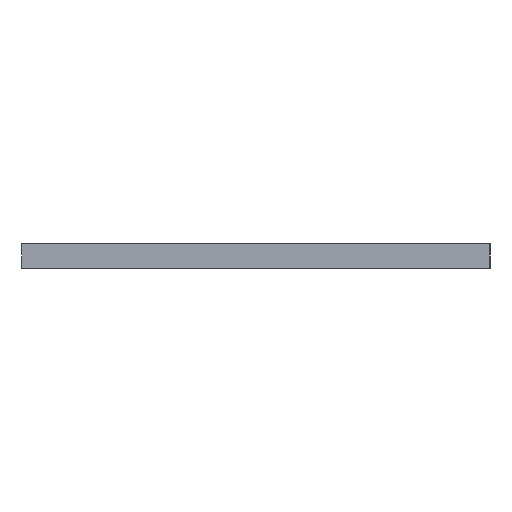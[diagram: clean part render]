
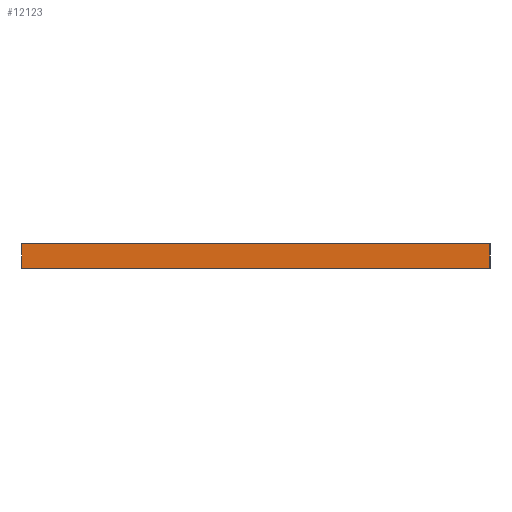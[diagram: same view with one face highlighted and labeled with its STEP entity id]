
A CAD part, left-side view. The second image highlights one B-rep face of the part: STEP entity #12123.
In plain terms, the highlighted planar face has unit normal (-1, 0, 0).
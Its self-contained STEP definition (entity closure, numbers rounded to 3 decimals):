
#126 = VERTEX_POINT ( 'NONE', #4236 ) ;
#197 = LINE ( 'NONE', #12041, #11869 ) ;
#470 = ORIENTED_EDGE ( 'NONE', *, *, #1642, .F. ) ;
#1377 = VERTEX_POINT ( 'NONE', #14567 ) ;
#1642 = EDGE_CURVE ( 'NONE', #3061, #14436, #8422, .T. ) ;
#2052 = ORIENTED_EDGE ( 'NONE', *, *, #2162, .F. ) ;
#2162 = EDGE_CURVE ( 'NONE', #126, #3061, #197, .T. ) ;
#2186 = AXIS2_PLACEMENT_3D ( 'NONE', #16903, #8475, #4170 ) ;
#2394 = DIRECTION ( 'NONE',  ( 0., 0., -1. ) ) ;
#3061 = VERTEX_POINT ( 'NONE', #15264 ) ;
#3630 = LINE ( 'NONE', #17038, #9360 ) ;
#4170 = DIRECTION ( 'NONE',  ( 0., 0., -1. ) ) ;
#4236 = CARTESIAN_POINT ( 'NONE',  ( 98.15, -87.817, 1.6 ) ) ;
#5012 = DIRECTION ( 'NONE',  ( 0., -1., 0. ) ) ;
#5527 = VECTOR ( 'NONE', #2394, 1000. ) ;
#5977 = CARTESIAN_POINT ( 'NONE',  ( 98.15, -117.817, 0. ) ) ;
#6823 = ORIENTED_EDGE ( 'NONE', *, *, #7202, .T. ) ;
#7202 = EDGE_CURVE ( 'NONE', #126, #1377, #3630, .T. ) ;
#8180 = FACE_OUTER_BOUND ( 'NONE', #9052, .T. ) ;
#8422 = LINE ( 'NONE', #13796, #5527 ) ;
#8475 = DIRECTION ( 'NONE',  ( 1., 0., 0. ) ) ;
#8600 = PLANE ( 'NONE',  #2186 ) ;
#9052 = EDGE_LOOP ( 'NONE', ( #470, #2052, #6823, #16434 ) ) ;
#9360 = VECTOR ( 'NONE', #17286, 1000. ) ;
#10164 = EDGE_CURVE ( 'NONE', #14436, #1377, #11112, .T. ) ;
#11112 = LINE ( 'NONE', #5977, #17922 ) ;
#11869 = VECTOR ( 'NONE', #5012, 1000. ) ;
#12041 = CARTESIAN_POINT ( 'NONE',  ( 98.15, -117.817, 1.6 ) ) ;
#12123 = ADVANCED_FACE ( 'NONE', ( #8180 ), #8600, .F. ) ;
#13796 = CARTESIAN_POINT ( 'NONE',  ( 98.15, -117.817, 0. ) ) ;
#14334 = DIRECTION ( 'NONE',  ( 0., 1., 0. ) ) ;
#14436 = VERTEX_POINT ( 'NONE', #17241 ) ;
#14567 = CARTESIAN_POINT ( 'NONE',  ( 98.15, -87.817, 0. ) ) ;
#15264 = CARTESIAN_POINT ( 'NONE',  ( 98.15, -117.817, 1.6 ) ) ;
#16434 = ORIENTED_EDGE ( 'NONE', *, *, #10164, .F. ) ;
#16903 = CARTESIAN_POINT ( 'NONE',  ( 98.15, -87.817, 0. ) ) ;
#17038 = CARTESIAN_POINT ( 'NONE',  ( 98.15, -87.817, 0. ) ) ;
#17241 = CARTESIAN_POINT ( 'NONE',  ( 98.15, -117.817, 0. ) ) ;
#17286 = DIRECTION ( 'NONE',  ( 0., 0., -1. ) ) ;
#17922 = VECTOR ( 'NONE', #14334, 1000. ) ;
